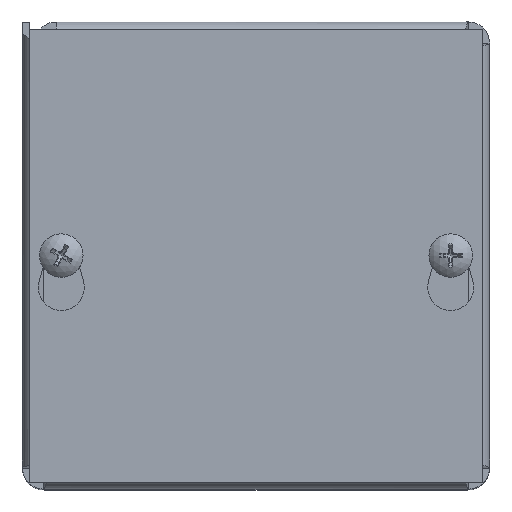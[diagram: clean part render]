
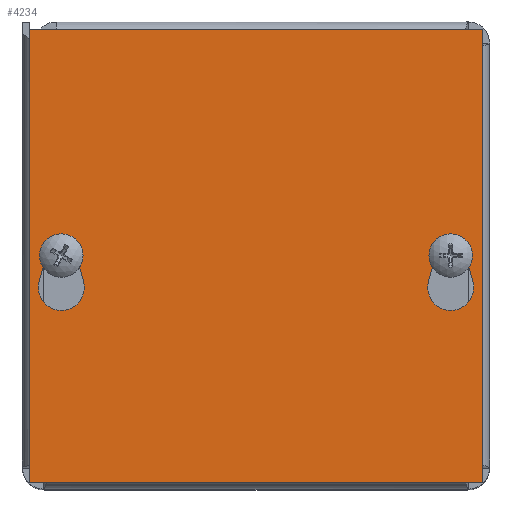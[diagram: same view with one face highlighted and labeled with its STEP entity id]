
A CAD part, top view. The second image highlights one B-rep face of the part: STEP entity #4234.
In plain terms, the highlighted planar face has unit normal (0, 0, 1).
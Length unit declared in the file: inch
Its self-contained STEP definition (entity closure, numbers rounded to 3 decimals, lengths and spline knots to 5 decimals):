
#574=LINE($,#7900,#905);
#578=LINE($,#7910,#909);
#581=LINE($,#7918,#912);
#585=LINE($,#7930,#916);
#587=LINE($,#7938,#918);
#591=LINE($,#7946,#922);
#594=LINE($,#7952,#925);
#597=LINE($,#7957,#928);
#905=VECTOR($,#5346,0.26996);
#909=VECTOR($,#5358,0.26996);
#912=VECTOR($,#5363,0.26996);
#916=VECTOR($,#5375,0.26996);
#918=VECTOR($,#5385,4.);
#922=VECTOR($,#5391,4.);
#925=VECTOR($,#5396,4.);
#928=VECTOR($,#5401,4.);
#1031=PLANE($,#4523);
#1109=FACE_BOUND($,#1621,.T.);
#1110=FACE_BOUND($,#1622,.T.);
#1111=FACE_BOUND($,#1623,.T.);
#1621=EDGE_LOOP($,(#3614,#3615,#3616,#3617));
#1622=EDGE_LOOP($,(#3618,#3619,#3620,#3621));
#1623=EDGE_LOOP($,(#3622,#3623,#3624,#3625));
#1726=CIRCLE($,#4505,0.203);
#1728=CIRCLE($,#4509,0.125);
#1730=CIRCLE($,#4514,0.125);
#1732=CIRCLE($,#4518,0.203);
#2051=VERTEX_POINT($,#7891);
#2052=VERTEX_POINT($,#7893);
#2054=VERTEX_POINT($,#7899);
#2056=VERTEX_POINT($,#7905);
#2059=VERTEX_POINT($,#7915);
#2060=VERTEX_POINT($,#7917);
#2062=VERTEX_POINT($,#7923);
#2064=VERTEX_POINT($,#7929);
#2065=VERTEX_POINT($,#7936);
#2066=VERTEX_POINT($,#7937);
#2069=VERTEX_POINT($,#7945);
#2071=VERTEX_POINT($,#7951);
#2569=EDGE_CURVE($,#2052,#2051,#1726,.T.);
#2572=EDGE_CURVE($,#2054,#2052,#574,.T.);
#2575=EDGE_CURVE($,#2056,#2054,#1728,.T.);
#2578=EDGE_CURVE($,#2051,#2056,#578,.T.);
#2581=EDGE_CURVE($,#2060,#2059,#581,.T.);
#2584=EDGE_CURVE($,#2062,#2060,#1730,.T.);
#2587=EDGE_CURVE($,#2064,#2062,#585,.T.);
#2590=EDGE_CURVE($,#2059,#2064,#1732,.T.);
#2591=EDGE_CURVE($,#2065,#2066,#587,.T.);
#2595=EDGE_CURVE($,#2066,#2069,#591,.T.);
#2598=EDGE_CURVE($,#2069,#2071,#594,.T.);
#2601=EDGE_CURVE($,#2071,#2065,#597,.T.);
#3614=ORIENTED_EDGE($,*,*,#2569,.T.);
#3615=ORIENTED_EDGE($,*,*,#2578,.T.);
#3616=ORIENTED_EDGE($,*,*,#2575,.T.);
#3617=ORIENTED_EDGE($,*,*,#2572,.T.);
#3618=ORIENTED_EDGE($,*,*,#2581,.T.);
#3619=ORIENTED_EDGE($,*,*,#2590,.T.);
#3620=ORIENTED_EDGE($,*,*,#2587,.T.);
#3621=ORIENTED_EDGE($,*,*,#2584,.T.);
#3622=ORIENTED_EDGE($,*,*,#2591,.F.);
#3623=ORIENTED_EDGE($,*,*,#2601,.F.);
#3624=ORIENTED_EDGE($,*,*,#2598,.F.);
#3625=ORIENTED_EDGE($,*,*,#2595,.F.);
#4234=ADVANCED_FACE($,(#1109,#1110,#1111),#1031,.T.);
#4505=AXIS2_PLACEMENT_3D($,#7894,#5340,#5341);
#4509=AXIS2_PLACEMENT_3D($,#7906,#5352,#5353);
#4514=AXIS2_PLACEMENT_3D($,#7924,#5369,#5370);
#4518=AXIS2_PLACEMENT_3D($,#7934,#5381,#5382);
#4523=AXIS2_PLACEMENT_3D($,#7959,#5403,#5404);
#5340=DIRECTION('center_axis',(0.,0.,-1.));
#5341=DIRECTION('ref_axis',(-0.961,0.278,0.));
#5346=DIRECTION($,(0.278,-0.961,0.));
#5352=DIRECTION('center_axis',(0.,0.,-1.));
#5353=DIRECTION('ref_axis',(0.961,0.278,0.));
#5358=DIRECTION($,(0.278,0.961,0.));
#5363=DIRECTION($,(0.278,-0.961,0.));
#5369=DIRECTION('center_axis',(0.,0.,-1.));
#5370=DIRECTION('ref_axis',(0.961,0.278,0.));
#5375=DIRECTION($,(0.278,0.961,0.));
#5381=DIRECTION('center_axis',(0.,0.,-1.));
#5382=DIRECTION('ref_axis',(-0.961,0.278,0.));
#5385=DIRECTION($,(0.,-1.,0.));
#5391=DIRECTION($,(-1.,0.,0.));
#5396=DIRECTION($,(0.,1.,0.));
#5401=DIRECTION($,(1.,0.,0.));
#5403=DIRECTION('center_axis',(0.,0.,1.));
#5404=DIRECTION('ref_axis',(1.,0.,0.));
#7891=CARTESIAN_POINT('',(1.52373,-0.22465,0.062));
#7893=CARTESIAN_POINT('',(1.91377,-0.22465,0.062));
#7894=CARTESIAN_POINT('Origin',(1.71875,-0.281,0.062));
#7899=CARTESIAN_POINT('',(1.83884,0.0347,0.062));
#7900=CARTESIAN_POINT($,(1.81009,0.13419,0.062));
#7905=CARTESIAN_POINT('',(1.59866,0.0347,0.062));
#7906=CARTESIAN_POINT('Origin',(1.71875,0.,0.062));
#7910=CARTESIAN_POINT($,(1.53245,-0.19447,0.062));
#7915=CARTESIAN_POINT('',(-1.52373,-0.22465,0.062));
#7917=CARTESIAN_POINT('',(-1.59866,0.0347,0.062));
#7918=CARTESIAN_POINT($,(-1.49498,-0.32415,0.062));
#7923=CARTESIAN_POINT('',(-1.83884,0.0347,0.062));
#7924=CARTESIAN_POINT('Origin',(-1.71875,0.,0.062));
#7929=CARTESIAN_POINT('',(-1.91377,-0.22465,0.062));
#7930=CARTESIAN_POINT($,(-1.77262,0.26387,0.062));
#7934=CARTESIAN_POINT('Origin',(-1.71875,-0.281,0.062));
#7936=CARTESIAN_POINT('',(2.,2.,0.062));
#7937=CARTESIAN_POINT('',(2.,-2.,0.062));
#7938=CARTESIAN_POINT($,(2.,2.,0.062));
#7945=CARTESIAN_POINT('',(-2.,-2.,0.062));
#7946=CARTESIAN_POINT($,(2.,-2.,0.062));
#7951=CARTESIAN_POINT('',(-2.,2.,0.062));
#7952=CARTESIAN_POINT($,(-2.,-2.,0.062));
#7957=CARTESIAN_POINT($,(-2.,2.,0.062));
#7959=CARTESIAN_POINT('Origin',(0.,0.,
0.062));
